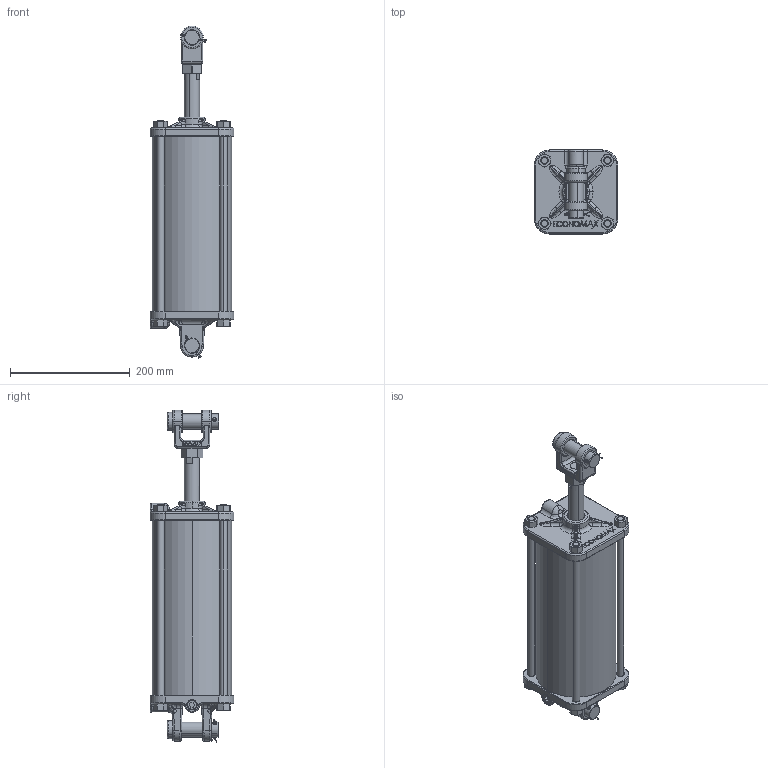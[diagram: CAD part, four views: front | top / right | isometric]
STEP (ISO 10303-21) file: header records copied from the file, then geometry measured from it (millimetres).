
FILE_DESCRIPTION (( 'STEP AP203' ), '1' );
FILE_NAME ('EA5S100D2N108NS.STEP', '2022-01-26T17:49:18', ( '' ), ( '' ), 'SwSTEP 2.0', 'SolidWorks 2021', '' );
FILE_SCHEMA (( 'CONFIG_CONTROL_DESIGN' ));
Length unit declared in the file: millimetre
Products named in the file (13): E5H  AS CAST RIBS MACHINED REV3; E5C AS CAST RIBS MACHINED REV3-1INCH PIN; EA5S100D2N108NS; PRN11675B5; EA5S100D2N108NS-TUBE; 5409-06V; CLPY-1000-3000; APT50-0.75-16; 050-20HEXNUT; 18cotter pin X 1; EA5S100D2N108NS-TIE ROD; BDC-07-1
Assembly tree (23 placements, depth 3):
  EA5S100D2N108NS
    E5H  AS CAST RIBS MACHINED REV3
    E5C AS CAST RIBS MACHINED REV3-1INCH PIN
    APT50-0.75-16
    PRN11675B5
    EA5S100D2N108NS-TUBE
    BDC-07-1
    CLPY-1000-3000  x2
      CLPY-1000-3000
      18cotter pin X 1
    EA5S100D2N108NS-TIE ROD  x4
    050-20HEXNUT  x8
    5409-06V
Bounding box: 139.7 x 139.7 x 554.04 mm (x, y, z)
Volume: 1965838.7 mm3; surface area: 558068.6 mm2
Topology: 23 solids, 23 shells, 1575 faces, 3812 edges, 2343 vertices
Faces by surface type: cone 520, plane 397, cylinder 263, bspline 238, torus 152, sphere 5
Entity records: 50730 total; most frequent: CARTESIAN_POINT 24959, ORIENTED_EDGE 5254, DIRECTION 4727, EDGE_CURVE 2627, AXIS2_PLACEMENT_3D 1827, VERTEX_POINT 1605, EDGE_LOOP 1212, ADVANCED_FACE 1109
